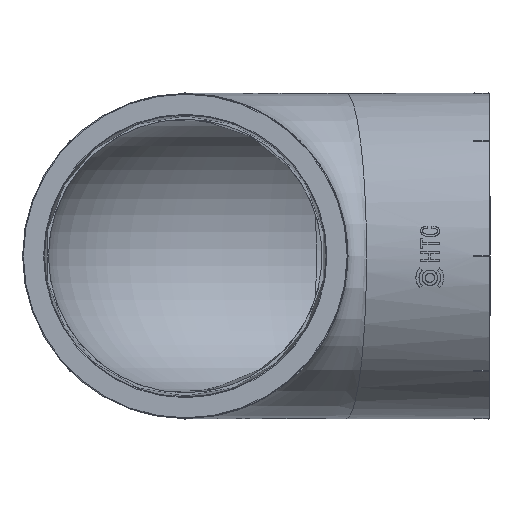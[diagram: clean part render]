
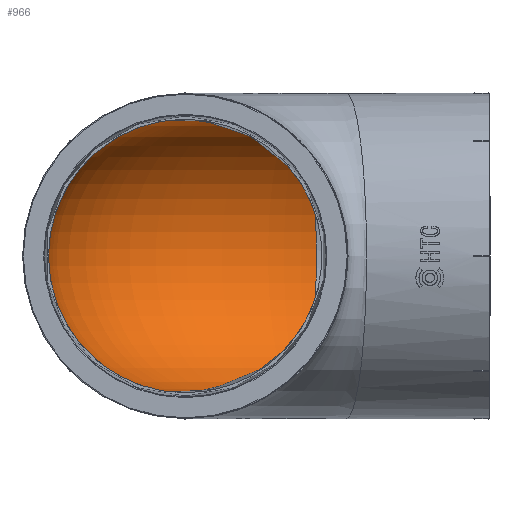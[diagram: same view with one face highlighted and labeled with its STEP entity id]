
A CAD part, left-side view. The second image highlights one B-rep face of the part: STEP entity #966.
In plain terms, the highlighted toroidal (fillet/blend) face has major radius 44.91 mm and minor radius 44 mm.
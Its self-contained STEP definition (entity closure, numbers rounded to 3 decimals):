
#412=TOROIDAL_SURFACE('',#5763,44.91,44.);
#521=FACE_OUTER_BOUND('',#1755,.T.);
#966=ADVANCED_FACE('',(#521),#412,.F.);
#1755=EDGE_LOOP('',(#2424,#2425));
#2424=ORIENTED_EDGE('',*,*,#4550,.T.);
#2425=ORIENTED_EDGE('',*,*,#4551,.F.);
#4001=VERTEX_POINT('',#13608);
#4002=VERTEX_POINT('',#13609);
#4550=EDGE_CURVE('',#4001,#4002,#5292,.T.);
#4551=EDGE_CURVE('',#4001,#4002,#5293,.T.);
#5292=B_SPLINE_CURVE_WITH_KNOTS('',3,(#13566,#13567,#13568,#13569,#13570,
#13571,#13572,#13573,#13574,#13575,#13576,#13577,#13578,#13579,#13580,#13581,
#13582,#13583,#13584,#13585,#13586,#13587,#13588,#13589,#13590,#13591,#13592,
#13593,#13594,#13595,#13596,#13597,#13598,#13599,#13600,#13601,#13602,#13603,
#13604,#13605,#13606,#13607),.UNSPECIFIED.,.F.,.F.,(4,2,2,2,2,2,2,2,2,2,
2,2,2,2,2,2,2,2,2,2,4),(0.,0.062,0.125,0.156,0.188,0.219,
0.25,0.313,0.375,0.438,0.5,0.563,0.625,0.687,
0.75,0.781,0.812,0.844,
0.875,0.938,1.),.UNSPECIFIED.);
#5293=B_SPLINE_CURVE_WITH_KNOTS('',3,(#13610,#13611,#13612,#13613,#13614,
#13615,#13616,#13617,#13618,#13619,#13620,#13621,#13622,#13623,#13624,#13625,
#13626,#13627,#13628,#13629,#13630,#13631,#13632,#13633,#13634,#13635,#13636,
#13637,#13638,#13639,#13640,#13641,#13642,#13643,#13644,#13645,#13646,#13647,
#13648,#13649,#13650,#13651),.UNSPECIFIED.,.F.,.F.,(4,2,2,2,2,2,2,2,2,2,
2,2,2,2,2,2,2,2,2,2,4),(0.,0.063,0.125,0.156,0.188,0.219,
0.25,0.313,0.375,0.438,0.5,0.563,0.625,0.688,0.75,0.781,0.813,0.844,
0.875,0.938,1.),.UNSPECIFIED.);
#5763=AXIS2_PLACEMENT_3D('',#13652,#6116,#6117);
#6116=DIRECTION('',(0.,0.,1.));
#6117=DIRECTION('',(-1.,0.,0.));
#13566=CARTESIAN_POINT('',(238.057,368.057,43.088));
#13567=CARTESIAN_POINT('',(234.375,369.708,43.385));
#13568=CARTESIAN_POINT('',(230.622,371.19,43.561));
#13569=CARTESIAN_POINT('',(223.014,373.903,43.778));
#13570=CARTESIAN_POINT('',(219.136,375.071,43.828));
#13571=CARTESIAN_POINT('',(213.484,377.268,43.799));
#13572=CARTESIAN_POINT('',(211.612,378.092,43.775));
#13573=CARTESIAN_POINT('',(208.378,380.495,43.563));
#13574=CARTESIAN_POINT('',(207.119,382.162,43.352));
#13575=CARTESIAN_POINT('',(205.521,385.793,42.601));
#13576=CARTESIAN_POINT('',(205.071,387.711,42.074));
#13577=CARTESIAN_POINT('',(204.387,391.453,40.755));
#13578=CARTESIAN_POINT('',(204.165,393.28,39.968));
#13579=CARTESIAN_POINT('',(203.629,398.6,37.23));
#13580=CARTESIAN_POINT('',(203.447,401.932,34.889));
#13581=CARTESIAN_POINT('',(203.169,407.785,29.443));
#13582=CARTESIAN_POINT('',(203.081,410.364,26.28));
#13583=CARTESIAN_POINT('',(202.952,414.514,19.475));
#13584=CARTESIAN_POINT('',(202.911,416.144,15.737));
#13585=CARTESIAN_POINT('',(202.858,418.306,8.044));
#13586=CARTESIAN_POINT('',(202.845,418.861,4.055));
#13587=CARTESIAN_POINT('',(202.845,418.867,-3.99));
#13588=CARTESIAN_POINT('',(202.857,418.328,-7.938));
#13589=CARTESIAN_POINT('',(202.91,416.166,-15.685));
#13590=CARTESIAN_POINT('',(202.951,414.561,-19.381));
#13591=CARTESIAN_POINT('',(203.079,410.416,-26.211));
#13592=CARTESIAN_POINT('',(203.166,407.844,-29.376));
#13593=CARTESIAN_POINT('',(203.442,402.026,-34.815));
#13594=CARTESIAN_POINT('',(203.623,398.695,-37.169));
#13595=CARTESIAN_POINT('',(204.153,393.387,-39.918));
#13596=CARTESIAN_POINT('',(204.372,391.563,-40.711));
#13597=CARTESIAN_POINT('',(205.046,387.82,-42.041));
#13598=CARTESIAN_POINT('',(205.487,385.905,-42.573));
#13599=CARTESIAN_POINT('',(207.067,382.246,-43.339));
#13600=CARTESIAN_POINT('',(208.298,380.578,-43.554));
#13601=CARTESIAN_POINT('',(211.502,378.151,-43.772));
#13602=CARTESIAN_POINT('',(213.386,377.31,-43.798));
#13603=CARTESIAN_POINT('',(219.06,375.093,-43.829));
#13604=CARTESIAN_POINT('',(222.95,373.925,-43.779));
#13605=CARTESIAN_POINT('',(230.593,371.201,-43.562));
#13606=CARTESIAN_POINT('',(234.363,369.714,-43.386));
#13607=CARTESIAN_POINT('',(238.057,368.057,-43.088));
#13608=CARTESIAN_POINT('',(238.057,368.057,43.088));
#13609=CARTESIAN_POINT('',(238.057,368.057,-43.088));
#13610=CARTESIAN_POINT('',(238.057,368.057,43.088));
#13611=CARTESIAN_POINT('',(239.708,364.375,43.385));
#13612=CARTESIAN_POINT('',(241.19,360.622,43.561));
#13613=CARTESIAN_POINT('',(243.903,353.014,43.778));
#13614=CARTESIAN_POINT('',(245.071,349.136,43.828));
#13615=CARTESIAN_POINT('',(247.268,343.484,43.799));
#13616=CARTESIAN_POINT('',(248.092,341.612,43.775));
#13617=CARTESIAN_POINT('',(250.495,338.378,43.563));
#13618=CARTESIAN_POINT('',(252.162,337.119,43.352));
#13619=CARTESIAN_POINT('',(255.793,335.521,42.601));
#13620=CARTESIAN_POINT('',(257.711,335.071,42.074));
#13621=CARTESIAN_POINT('',(261.453,334.387,40.755));
#13622=CARTESIAN_POINT('',(263.28,334.165,39.968));
#13623=CARTESIAN_POINT('',(268.6,333.629,37.23));
#13624=CARTESIAN_POINT('',(271.932,333.447,34.889));
#13625=CARTESIAN_POINT('',(277.785,333.169,29.443));
#13626=CARTESIAN_POINT('',(280.364,333.081,26.28));
#13627=CARTESIAN_POINT('',(284.514,332.952,19.475));
#13628=CARTESIAN_POINT('',(286.144,332.911,15.737));
#13629=CARTESIAN_POINT('',(288.306,332.858,8.044));
#13630=CARTESIAN_POINT('',(288.861,332.845,4.055));
#13631=CARTESIAN_POINT('',(288.867,332.845,-3.99));
#13632=CARTESIAN_POINT('',(288.328,332.857,-7.938));
#13633=CARTESIAN_POINT('',(286.166,332.91,-15.685));
#13634=CARTESIAN_POINT('',(284.561,332.951,-19.381));
#13635=CARTESIAN_POINT('',(280.416,333.079,-26.211));
#13636=CARTESIAN_POINT('',(277.844,333.166,-29.376));
#13637=CARTESIAN_POINT('',(272.026,333.442,-34.815));
#13638=CARTESIAN_POINT('',(268.695,333.623,-37.169));
#13639=CARTESIAN_POINT('',(263.387,334.153,-39.918));
#13640=CARTESIAN_POINT('',(261.563,334.372,-40.711));
#13641=CARTESIAN_POINT('',(257.82,335.046,-42.041));
#13642=CARTESIAN_POINT('',(255.905,335.487,-42.573));
#13643=CARTESIAN_POINT('',(252.246,337.067,-43.339));
#13644=CARTESIAN_POINT('',(250.578,338.298,-43.554));
#13645=CARTESIAN_POINT('',(248.151,341.502,-43.772));
#13646=CARTESIAN_POINT('',(247.31,343.386,-43.798));
#13647=CARTESIAN_POINT('',(245.093,349.06,-43.829));
#13648=CARTESIAN_POINT('',(243.925,352.95,-43.779));
#13649=CARTESIAN_POINT('',(241.201,360.593,-43.562));
#13650=CARTESIAN_POINT('',(239.714,364.363,-43.386));
#13651=CARTESIAN_POINT('',(238.057,368.057,-43.088));
#13652=CARTESIAN_POINT('',(200.,330.,0.));
